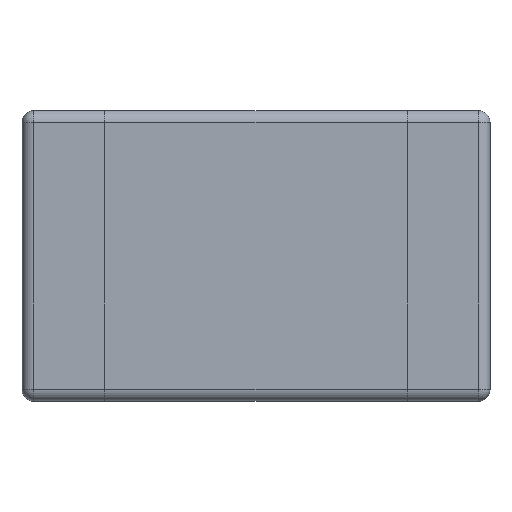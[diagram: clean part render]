
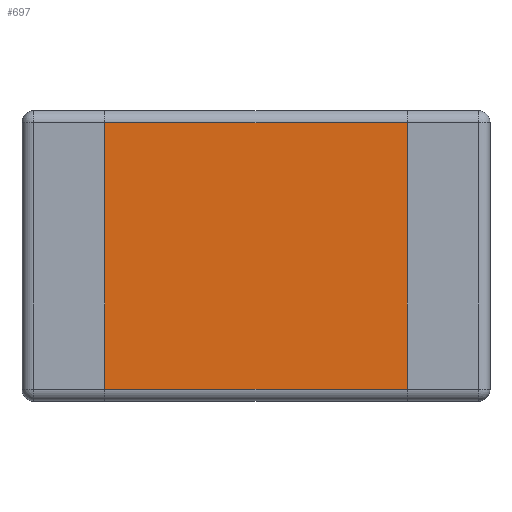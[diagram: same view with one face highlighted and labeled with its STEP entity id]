
A CAD part, top view. The second image highlights one B-rep face of the part: STEP entity #697.
In plain terms, the highlighted planar face has unit normal (0, 0, 1).
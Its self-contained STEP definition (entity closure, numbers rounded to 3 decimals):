
#35=PLANE('',#799);
#80=LINE('',#1195,#136);
#85=LINE('',#1210,#141);
#86=LINE('',#1213,#142);
#92=LINE('',#1227,#148);
#136=VECTOR('',#992,10.);
#141=VECTOR('',#1007,10.);
#142=VECTOR('',#1010,10.);
#148=VECTOR('',#1026,10.);
#213=FACE_OUTER_BOUND('',#259,.T.);
#259=EDGE_LOOP('',(#637,#638,#639,#640));
#346=VERTEX_POINT('',#1192);
#347=VERTEX_POINT('',#1194);
#352=VERTEX_POINT('',#1208);
#353=VERTEX_POINT('',#1212);
#435=EDGE_CURVE('',#347,#346,#80,.T.);
#443=EDGE_CURVE('',#352,#346,#85,.T.);
#444=EDGE_CURVE('',#347,#353,#86,.T.);
#452=EDGE_CURVE('',#352,#353,#92,.T.);
#637=ORIENTED_EDGE('',*,*,#443,.F.);
#638=ORIENTED_EDGE('',*,*,#452,.T.);
#639=ORIENTED_EDGE('',*,*,#444,.F.);
#640=ORIENTED_EDGE('',*,*,#435,.T.);
#697=ADVANCED_FACE('',(#213),#35,.T.);
#799=AXIS2_PLACEMENT_3D('',#1228,#1027,#1028);
#992=DIRECTION('',(0.,1.,0.));
#1007=DIRECTION('',(1.,0.,0.));
#1010=DIRECTION('',(-1.,0.,0.));
#1026=DIRECTION('',(0.,-1.,0.));
#1027=DIRECTION('center_axis',(0.,0.,1.));
#1028=DIRECTION('ref_axis',(1.,0.,0.));
#1192=CARTESIAN_POINT('',(0.026,0.023,0.02));
#1194=CARTESIAN_POINT('',(0.026,-0.023,0.02));
#1195=CARTESIAN_POINT('',(0.026,-0.025,0.02));
#1208=CARTESIAN_POINT('',(-0.026,0.023,0.02));
#1210=CARTESIAN_POINT('',(0.013,0.023,0.02));
#1212=CARTESIAN_POINT('',(-0.026,-0.023,0.02));
#1213=CARTESIAN_POINT('',(-0.013,-0.023,0.02));
#1227=CARTESIAN_POINT('',(-0.026,0.025,0.02));
#1228=CARTESIAN_POINT('Origin',(0.,0.,0.02));
